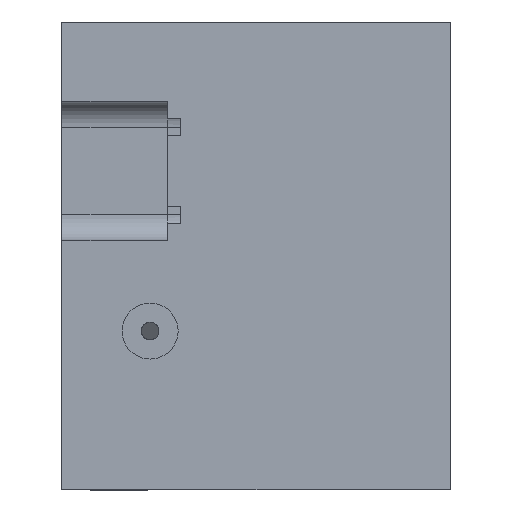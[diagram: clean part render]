
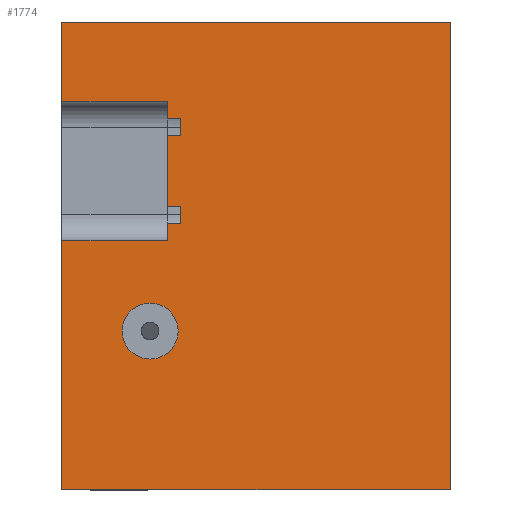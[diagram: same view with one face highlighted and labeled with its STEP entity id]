
A CAD part, left-side view. The second image highlights one B-rep face of the part: STEP entity #1774.
In plain terms, the highlighted planar face has unit normal (-1, 0, 0).
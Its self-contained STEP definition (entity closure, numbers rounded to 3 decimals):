
#298 = CARTESIAN_POINT ( 'NONE',  ( 7., -95.683, 25. ) ) ;
#385 = CARTESIAN_POINT ( 'NONE',  ( 7., 0., 12.125 ) ) ;
#547 = CARTESIAN_POINT ( 'NONE',  ( 7., 0., 2.125 ) ) ;
#642 = ORIENTED_EDGE ( 'NONE', *, *, #9539, .F. ) ;
#657 = FACE_BOUND ( 'NONE', #4768, .T. ) ;
#827 = ORIENTED_EDGE ( 'NONE', *, *, #6510, .F. ) ;
#979 = CIRCLE ( 'NONE', #5598, 3.175 ) ;
#1007 = CARTESIAN_POINT ( 'NONE',  ( 7., -84.825, 16. ) ) ;
#1054 = ORIENTED_EDGE ( 'NONE', *, *, #4306, .F. ) ;
#1179 = ORIENTED_EDGE ( 'NONE', *, *, #1283, .T. ) ;
#1269 = VECTOR ( 'NONE', #5721, 1000. ) ;
#1283 = EDGE_CURVE ( 'NONE', #9560, #4000, #9254, .T. ) ;
#1381 = CARTESIAN_POINT ( 'NONE',  ( 7., -1.5, 12.125 ) ) ;
#1385 = LINE ( 'NONE', #8657, #4616 ) ;
#1399 = DIRECTION ( 'NONE',  ( 0., 1., 0. ) ) ;
#1425 = DIRECTION ( 'NONE',  ( 0., 0., 1. ) ) ;
#1548 = ORIENTED_EDGE ( 'NONE', *, *, #7195, .T. ) ;
#1686 = VERTEX_POINT ( 'NONE', #1970 ) ;
#1726 = DIRECTION ( 'NONE',  ( 0., -1., 0. ) ) ;
#1741 = CARTESIAN_POINT ( 'NONE',  ( 7., 0., -1.5 ) ) ;
#1774 = ADVANCED_FACE ( 'NONE', ( #657, #3034 ), #10213, .T. ) ;
#1783 = DIRECTION ( 'NONE',  ( -1., 0., 0. ) ) ;
#1884 = EDGE_CURVE ( 'NONE', #6977, #9008, #4911, .T. ) ;
#1936 = VECTOR ( 'NONE', #8842, 1000. ) ;
#1970 = CARTESIAN_POINT ( 'NONE',  ( 7., 12., 25. ) ) ;
#2020 = DIRECTION ( 'NONE',  ( 0., 1., 0. ) ) ;
#2095 = VECTOR ( 'NONE', #1726, 1000. ) ;
#2125 = ORIENTED_EDGE ( 'NONE', *, *, #8023, .T. ) ;
#2159 = DIRECTION ( 'NONE',  ( 0., 0., 1. ) ) ;
#2266 = DIRECTION ( 'NONE',  ( 0., 0., 1. ) ) ;
#2500 = LINE ( 'NONE', #5657, #2095 ) ;
#2588 = CARTESIAN_POINT ( 'NONE',  ( 7., -1.5, 14.125 ) ) ;
#2590 = VECTOR ( 'NONE', #6064, 1000. ) ;
#2709 = ORIENTED_EDGE ( 'NONE', *, *, #3475, .F. ) ;
#2733 = CARTESIAN_POINT ( 'NONE',  ( 7., 0., 0.25 ) ) ;
#2752 = VECTOR ( 'NONE', #2020, 1000. ) ;
#2836 = VERTEX_POINT ( 'NONE', #6981 ) ;
#2898 = LINE ( 'NONE', #3888, #2590 ) ;
#2906 = CIRCLE ( 'NONE', #9723, 3.175 ) ;
#2925 = VECTOR ( 'NONE', #5801, 1000. ) ;
#2974 = ORIENTED_EDGE ( 'NONE', *, *, #3186, .F. ) ;
#3034 = FACE_OUTER_BOUND ( 'NONE', #4694, .T. ) ;
#3072 = CARTESIAN_POINT ( 'NONE',  ( 7., -1.5, 12.125 ) ) ;
#3148 = CARTESIAN_POINT ( 'NONE',  ( 7., 12., 0.25 ) ) ;
#3186 = EDGE_CURVE ( 'NONE', #7339, #8688, #7703, .T. ) ;
#3213 = VERTEX_POINT ( 'NONE', #3072 ) ;
#3260 = VECTOR ( 'NONE', #2159, 1000. ) ;
#3262 = VECTOR ( 'NONE', #7499, 1000. ) ;
#3375 = CARTESIAN_POINT ( 'NONE',  ( 7., 0., 16. ) ) ;
#3475 = EDGE_CURVE ( 'NONE', #2836, #5562, #9888, .T. ) ;
#3528 = CARTESIAN_POINT ( 'NONE',  ( 7., 0., 14.125 ) ) ;
#3537 = CARTESIAN_POINT ( 'NONE',  ( 7., -1.5, 4.125 ) ) ;
#3570 = LINE ( 'NONE', #6839, #8437 ) ;
#3591 = VERTEX_POINT ( 'NONE', #3997 ) ;
#3759 = AXIS2_PLACEMENT_3D ( 'NONE', #7616, #6820, #1425 ) ;
#3862 = DIRECTION ( 'NONE',  ( 0., 0., -1. ) ) ;
#3888 = CARTESIAN_POINT ( 'NONE',  ( 7., 12., -20. ) ) ;
#3997 = CARTESIAN_POINT ( 'NONE',  ( 7., -32., 25. ) ) ;
#4000 = VERTEX_POINT ( 'NONE', #8040 ) ;
#4085 = VECTOR ( 'NONE', #10165, 1000. ) ;
#4199 = VERTEX_POINT ( 'NONE', #6787 ) ;
#4306 = EDGE_CURVE ( 'NONE', #8688, #2836, #3570, .T. ) ;
#4335 = LINE ( 'NONE', #5209, #3262 ) ;
#4568 = ORIENTED_EDGE ( 'NONE', *, *, #6485, .F. ) ;
#4604 = ORIENTED_EDGE ( 'NONE', *, *, #10062, .F. ) ;
#4616 = VECTOR ( 'NONE', #2266, 1000. ) ;
#4694 = EDGE_LOOP ( 'NONE', ( #1179, #9110, #4604, #2125, #7205, #4568, #9296, #9913, #642, #5392, #2709, #1054, #2974, #1548, #5863, #827 ) ) ;
#4768 = EDGE_LOOP ( 'NONE', ( #5228, #9724 ) ) ;
#4911 = LINE ( 'NONE', #6299, #5583 ) ;
#5054 = DIRECTION ( 'NONE',  ( 0., 1., 0. ) ) ;
#5209 = CARTESIAN_POINT ( 'NONE',  ( 7., -95.683, -28. ) ) ;
#5228 = ORIENTED_EDGE ( 'NONE', *, *, #6497, .F. ) ;
#5296 = CARTESIAN_POINT ( 'NONE',  ( 7., 12., -20. ) ) ;
#5392 = ORIENTED_EDGE ( 'NONE', *, *, #7156, .T. ) ;
#5419 = LINE ( 'NONE', #5521, #4085 ) ;
#5521 = CARTESIAN_POINT ( 'NONE',  ( 7., -1.5, 2.125 ) ) ;
#5562 = VERTEX_POINT ( 'NONE', #385 ) ;
#5583 = VECTOR ( 'NONE', #9534, 1000. ) ;
#5598 = AXIS2_PLACEMENT_3D ( 'NONE', #9570, #1783, #8066 ) ;
#5657 = CARTESIAN_POINT ( 'NONE',  ( 7., 12., 0.25 ) ) ;
#5719 = CARTESIAN_POINT ( 'NONE',  ( 7., 12., 16. ) ) ;
#5721 = DIRECTION ( 'NONE',  ( 0., 0., 1. ) ) ;
#5777 = VECTOR ( 'NONE', #3862, 1000. ) ;
#5783 = LINE ( 'NONE', #1741, #7079 ) ;
#5801 = DIRECTION ( 'NONE',  ( 0., 1., 0. ) ) ;
#5819 = EDGE_CURVE ( 'NONE', #10088, #4000, #4335, .T. ) ;
#5863 = ORIENTED_EDGE ( 'NONE', *, *, #1884, .F. ) ;
#6021 = EDGE_CURVE ( 'NONE', #4199, #7653, #979, .T. ) ;
#6064 = DIRECTION ( 'NONE',  ( 0., 0., -1. ) ) ;
#6160 = VERTEX_POINT ( 'NONE', #3528 ) ;
#6299 = CARTESIAN_POINT ( 'NONE',  ( 7., 0., -1.5 ) ) ;
#6300 = EDGE_CURVE ( 'NONE', #8852, #6160, #6842, .T. ) ;
#6364 = EDGE_CURVE ( 'NONE', #1686, #7193, #2898, .T. ) ;
#6427 = DIRECTION ( 'NONE',  ( -1., 0., 0. ) ) ;
#6480 = CARTESIAN_POINT ( 'NONE',  ( 7., 1.994, -6.825 ) ) ;
#6485 = EDGE_CURVE ( 'NONE', #7692, #7193, #7214, .T. ) ;
#6497 = EDGE_CURVE ( 'NONE', #7653, #4199, #2906, .T. ) ;
#6510 = EDGE_CURVE ( 'NONE', #9560, #6977, #2500, .T. ) ;
#6745 = CARTESIAN_POINT ( 'NONE',  ( 7., 0., -1.5 ) ) ;
#6787 = CARTESIAN_POINT ( 'NONE',  ( 7., 1.994, -13.175 ) ) ;
#6820 = DIRECTION ( 'NONE',  ( -1., 0., 0. ) ) ;
#6839 = CARTESIAN_POINT ( 'NONE',  ( 7., -1.5, 4.125 ) ) ;
#6842 = LINE ( 'NONE', #10028, #9100 ) ;
#6917 = CARTESIAN_POINT ( 'NONE',  ( 7., -1.5, 2.125 ) ) ;
#6977 = VERTEX_POINT ( 'NONE', #2733 ) ;
#6981 = CARTESIAN_POINT ( 'NONE',  ( 7., 0., 4.125 ) ) ;
#7052 = DIRECTION ( 'NONE',  ( 0., 0., 1. ) ) ;
#7079 = VECTOR ( 'NONE', #8288, 1000. ) ;
#7156 = EDGE_CURVE ( 'NONE', #3213, #5562, #9133, .T. ) ;
#7193 = VERTEX_POINT ( 'NONE', #5719 ) ;
#7195 = EDGE_CURVE ( 'NONE', #7339, #9008, #5419, .T. ) ;
#7205 = ORIENTED_EDGE ( 'NONE', *, *, #6364, .T. ) ;
#7214 = LINE ( 'NONE', #1007, #1936 ) ;
#7339 = VERTEX_POINT ( 'NONE', #8228 ) ;
#7499 = DIRECTION ( 'NONE',  ( 0., 1., 0. ) ) ;
#7616 = CARTESIAN_POINT ( 'NONE',  ( 7., 0., 0. ) ) ;
#7653 = VERTEX_POINT ( 'NONE', #6480 ) ;
#7692 = VERTEX_POINT ( 'NONE', #3375 ) ;
#7703 = LINE ( 'NONE', #6917, #3260 ) ;
#7979 = CARTESIAN_POINT ( 'NONE',  ( 7., -32., 25. ) ) ;
#8023 = EDGE_CURVE ( 'NONE', #3591, #1686, #8355, .T. ) ;
#8040 = CARTESIAN_POINT ( 'NONE',  ( 7., 12., -28. ) ) ;
#8066 = DIRECTION ( 'NONE',  ( 0., 0., 1. ) ) ;
#8228 = CARTESIAN_POINT ( 'NONE',  ( 7., -1.5, 2.125 ) ) ;
#8288 = DIRECTION ( 'NONE',  ( 0., 0., 1. ) ) ;
#8355 = LINE ( 'NONE', #298, #2925 ) ;
#8437 = VECTOR ( 'NONE', #1399, 1000. ) ;
#8479 = DIRECTION ( 'NONE',  ( 0., 0., -1. ) ) ;
#8657 = CARTESIAN_POINT ( 'NONE',  ( 7., -1.5, 14.125 ) ) ;
#8661 = EDGE_CURVE ( 'NONE', #6160, #7692, #5783, .T. ) ;
#8688 = VERTEX_POINT ( 'NONE', #3537 ) ;
#8760 = LINE ( 'NONE', #7979, #5777 ) ;
#8818 = CARTESIAN_POINT ( 'NONE',  ( 7., -32., -28. ) ) ;
#8842 = DIRECTION ( 'NONE',  ( 0., 1., 0. ) ) ;
#8852 = VERTEX_POINT ( 'NONE', #2588 ) ;
#9008 = VERTEX_POINT ( 'NONE', #547 ) ;
#9100 = VECTOR ( 'NONE', #5054, 1000. ) ;
#9110 = ORIENTED_EDGE ( 'NONE', *, *, #5819, .F. ) ;
#9133 = LINE ( 'NONE', #1381, #2752 ) ;
#9254 = LINE ( 'NONE', #5296, #9412 ) ;
#9296 = ORIENTED_EDGE ( 'NONE', *, *, #8661, .F. ) ;
#9412 = VECTOR ( 'NONE', #8479, 1000. ) ;
#9534 = DIRECTION ( 'NONE',  ( 0., 0., 1. ) ) ;
#9539 = EDGE_CURVE ( 'NONE', #3213, #8852, #1385, .T. ) ;
#9559 = CARTESIAN_POINT ( 'NONE',  ( 7., 1.994, -10. ) ) ;
#9560 = VERTEX_POINT ( 'NONE', #3148 ) ;
#9570 = CARTESIAN_POINT ( 'NONE',  ( 7., 1.994, -10. ) ) ;
#9723 = AXIS2_PLACEMENT_3D ( 'NONE', #9559, #6427, #7052 ) ;
#9724 = ORIENTED_EDGE ( 'NONE', *, *, #6021, .F. ) ;
#9888 = LINE ( 'NONE', #6745, #1269 ) ;
#9913 = ORIENTED_EDGE ( 'NONE', *, *, #6300, .F. ) ;
#10028 = CARTESIAN_POINT ( 'NONE',  ( 7., -1.5, 14.125 ) ) ;
#10062 = EDGE_CURVE ( 'NONE', #3591, #10088, #8760, .T. ) ;
#10088 = VERTEX_POINT ( 'NONE', #8818 ) ;
#10165 = DIRECTION ( 'NONE',  ( 0., 1., 0. ) ) ;
#10213 = PLANE ( 'NONE',  #3759 ) ;
